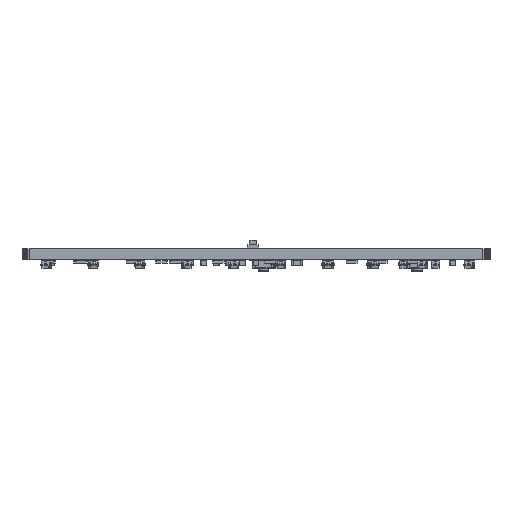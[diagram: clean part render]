
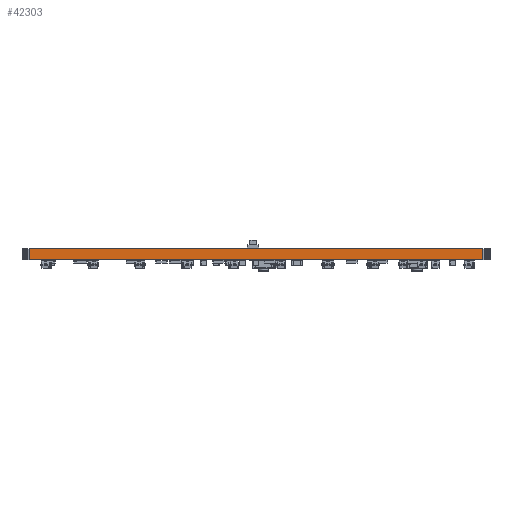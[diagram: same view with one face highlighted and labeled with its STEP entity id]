
A CAD part, front view. The second image highlights one B-rep face of the part: STEP entity #42303.
In plain terms, the highlighted planar face has unit normal (0, -1, 0).
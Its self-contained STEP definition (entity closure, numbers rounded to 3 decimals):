
#31256 = PLANE('',#31257);
#31257 = AXIS2_PLACEMENT_3D('',#31258,#31259,#31260);
#31258 = CARTESIAN_POINT('',(181.61,-105.953,1.6));
#31259 = DIRECTION('',(-0.,-0.,-1.));
#31260 = DIRECTION('',(-1.,0.,0.));
#31310 = PLANE('',#31311);
#31311 = AXIS2_PLACEMENT_3D('',#31312,#31313,#31314);
#31312 = CARTESIAN_POINT('',(181.61,-105.953,0.));
#31313 = DIRECTION('',(-0.,-0.,-1.));
#31314 = DIRECTION('',(-1.,0.,0.));
#31895 = VERTEX_POINT('',#31896);
#31896 = CARTESIAN_POINT('',(213.614,-163.576,0.));
#31910 = PLANE('',#31911);
#31911 = AXIS2_PLACEMENT_3D('',#31912,#31913,#31914);
#31912 = CARTESIAN_POINT('',(213.812,-163.556,0.));
#31913 = DIRECTION('',(0.098,-0.995,0.));
#31914 = DIRECTION('',(-0.995,-0.098,0.));
#31922 = EDGE_CURVE('',#31895,#31923,#31925,.T.);
#31923 = VERTEX_POINT('',#31924);
#31924 = CARTESIAN_POINT('',(149.606,-163.576,0.));
#31925 = SURFACE_CURVE('',#31926,(#31930,#31937),.PCURVE_S1.);
#31926 = LINE('',#31927,#31928);
#31927 = CARTESIAN_POINT('',(213.614,-163.576,0.));
#31928 = VECTOR('',#31929,1.);
#31929 = DIRECTION('',(-1.,0.,0.));
#31930 = PCURVE('',#31310,#31931);
#31931 = DEFINITIONAL_REPRESENTATION('',(#31932),#31936);
#31932 = LINE('',#31933,#31934);
#31933 = CARTESIAN_POINT('',(-32.004,-57.623));
#31934 = VECTOR('',#31935,1.);
#31935 = DIRECTION('',(1.,0.));
#31936 = ( GEOMETRIC_REPRESENTATION_CONTEXT(2) 
PARAMETRIC_REPRESENTATION_CONTEXT() REPRESENTATION_CONTEXT('2D SPACE',''
  ) );
#31937 = PCURVE('',#31938,#31943);
#31938 = PLANE('',#31939);
#31939 = AXIS2_PLACEMENT_3D('',#31940,#31941,#31942);
#31940 = CARTESIAN_POINT('',(213.614,-163.576,0.));
#31941 = DIRECTION('',(0.,-1.,0.));
#31942 = DIRECTION('',(-1.,0.,0.));
#31943 = DEFINITIONAL_REPRESENTATION('',(#31944),#31948);
#31944 = LINE('',#31945,#31946);
#31945 = CARTESIAN_POINT('',(0.,-0.));
#31946 = VECTOR('',#31947,1.);
#31947 = DIRECTION('',(1.,0.));
#31948 = ( GEOMETRIC_REPRESENTATION_CONTEXT(2) 
PARAMETRIC_REPRESENTATION_CONTEXT() REPRESENTATION_CONTEXT('2D SPACE',''
  ) );
#31966 = PLANE('',#31967);
#31967 = AXIS2_PLACEMENT_3D('',#31968,#31969,#31970);
#31968 = CARTESIAN_POINT('',(149.606,-163.576,0.));
#31969 = DIRECTION('',(-0.098,-0.995,0.));
#31970 = DIRECTION('',(-0.995,0.098,0.));
#37247 = VERTEX_POINT('',#37248);
#37248 = CARTESIAN_POINT('',(213.614,-163.576,1.6));
#37269 = EDGE_CURVE('',#37247,#37270,#37272,.T.);
#37270 = VERTEX_POINT('',#37271);
#37271 = CARTESIAN_POINT('',(149.606,-163.576,1.6));
#37272 = SURFACE_CURVE('',#37273,(#37277,#37284),.PCURVE_S1.);
#37273 = LINE('',#37274,#37275);
#37274 = CARTESIAN_POINT('',(213.614,-163.576,1.6));
#37275 = VECTOR('',#37276,1.);
#37276 = DIRECTION('',(-1.,0.,0.));
#37277 = PCURVE('',#31256,#37278);
#37278 = DEFINITIONAL_REPRESENTATION('',(#37279),#37283);
#37279 = LINE('',#37280,#37281);
#37280 = CARTESIAN_POINT('',(-32.004,-57.623));
#37281 = VECTOR('',#37282,1.);
#37282 = DIRECTION('',(1.,0.));
#37283 = ( GEOMETRIC_REPRESENTATION_CONTEXT(2) 
PARAMETRIC_REPRESENTATION_CONTEXT() REPRESENTATION_CONTEXT('2D SPACE',''
  ) );
#37284 = PCURVE('',#31938,#37285);
#37285 = DEFINITIONAL_REPRESENTATION('',(#37286),#37290);
#37286 = LINE('',#37287,#37288);
#37287 = CARTESIAN_POINT('',(0.,-1.6));
#37288 = VECTOR('',#37289,1.);
#37289 = DIRECTION('',(1.,0.));
#37290 = ( GEOMETRIC_REPRESENTATION_CONTEXT(2) 
PARAMETRIC_REPRESENTATION_CONTEXT() REPRESENTATION_CONTEXT('2D SPACE',''
  ) );
#42255 = EDGE_CURVE('',#31895,#37247,#42256,.T.);
#42256 = SURFACE_CURVE('',#42257,(#42261,#42268),.PCURVE_S1.);
#42257 = LINE('',#42258,#42259);
#42258 = CARTESIAN_POINT('',(213.614,-163.576,0.));
#42259 = VECTOR('',#42260,1.);
#42260 = DIRECTION('',(0.,0.,1.));
#42261 = PCURVE('',#31910,#42262);
#42262 = DEFINITIONAL_REPRESENTATION('',(#42263),#42267);
#42263 = LINE('',#42264,#42265);
#42264 = CARTESIAN_POINT('',(0.199,0.));
#42265 = VECTOR('',#42266,1.);
#42266 = DIRECTION('',(0.,-1.));
#42267 = ( GEOMETRIC_REPRESENTATION_CONTEXT(2) 
PARAMETRIC_REPRESENTATION_CONTEXT() REPRESENTATION_CONTEXT('2D SPACE',''
  ) );
#42268 = PCURVE('',#31938,#42269);
#42269 = DEFINITIONAL_REPRESENTATION('',(#42270),#42274);
#42270 = LINE('',#42271,#42272);
#42271 = CARTESIAN_POINT('',(0.,-0.));
#42272 = VECTOR('',#42273,1.);
#42273 = DIRECTION('',(0.,-1.));
#42274 = ( GEOMETRIC_REPRESENTATION_CONTEXT(2) 
PARAMETRIC_REPRESENTATION_CONTEXT() REPRESENTATION_CONTEXT('2D SPACE',''
  ) );
#42303 = ADVANCED_FACE('',(#42304),#31938,.T.);
#42304 = FACE_BOUND('',#42305,.T.);
#42305 = EDGE_LOOP('',(#42306,#42307,#42308,#42329));
#42306 = ORIENTED_EDGE('',*,*,#42255,.T.);
#42307 = ORIENTED_EDGE('',*,*,#37269,.T.);
#42308 = ORIENTED_EDGE('',*,*,#42309,.F.);
#42309 = EDGE_CURVE('',#31923,#37270,#42310,.T.);
#42310 = SURFACE_CURVE('',#42311,(#42315,#42322),.PCURVE_S1.);
#42311 = LINE('',#42312,#42313);
#42312 = CARTESIAN_POINT('',(149.606,-163.576,0.));
#42313 = VECTOR('',#42314,1.);
#42314 = DIRECTION('',(0.,0.,1.));
#42315 = PCURVE('',#31938,#42316);
#42316 = DEFINITIONAL_REPRESENTATION('',(#42317),#42321);
#42317 = LINE('',#42318,#42319);
#42318 = CARTESIAN_POINT('',(64.008,0.));
#42319 = VECTOR('',#42320,1.);
#42320 = DIRECTION('',(0.,-1.));
#42321 = ( GEOMETRIC_REPRESENTATION_CONTEXT(2) 
PARAMETRIC_REPRESENTATION_CONTEXT() REPRESENTATION_CONTEXT('2D SPACE',''
  ) );
#42322 = PCURVE('',#31966,#42323);
#42323 = DEFINITIONAL_REPRESENTATION('',(#42324),#42328);
#42324 = LINE('',#42325,#42326);
#42325 = CARTESIAN_POINT('',(0.,0.));
#42326 = VECTOR('',#42327,1.);
#42327 = DIRECTION('',(0.,-1.));
#42328 = ( GEOMETRIC_REPRESENTATION_CONTEXT(2) 
PARAMETRIC_REPRESENTATION_CONTEXT() REPRESENTATION_CONTEXT('2D SPACE',''
  ) );
#42329 = ORIENTED_EDGE('',*,*,#31922,.F.);
